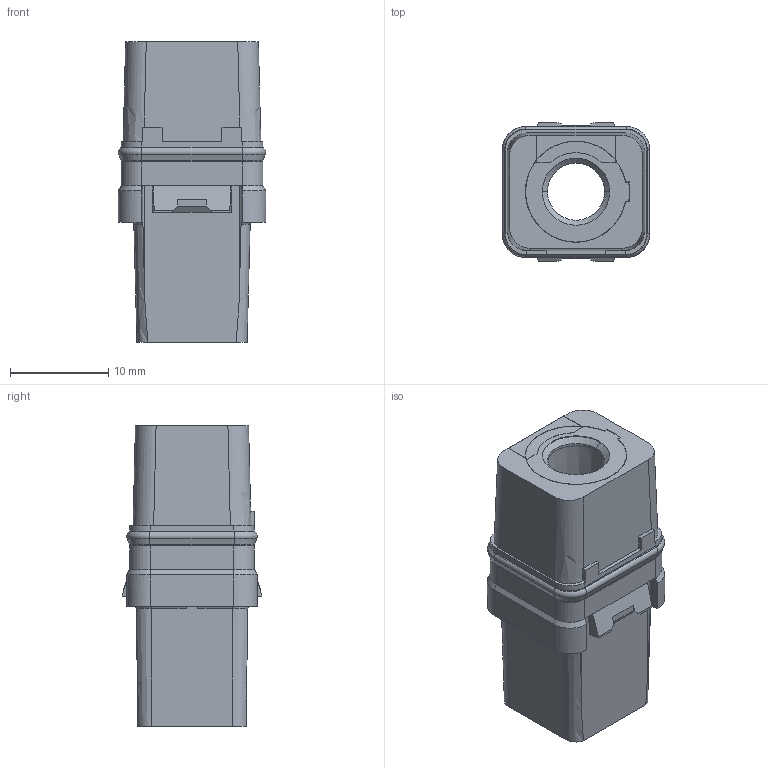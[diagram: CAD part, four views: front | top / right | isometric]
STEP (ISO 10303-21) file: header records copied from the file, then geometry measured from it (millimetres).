
FILE_DESCRIPTION((''),'2;1');
FILE_NAME('SIME0128SA','2020-02-06T',('presta_be4'),(''),'CREO PARAMETRIC BY PTC INC, 2018360','CREO PARAMETRIC BY PTC INC, 2018360','');
FILE_SCHEMA(('CONFIG_CONTROL_DESIGN'));
Length unit declared in the file: millimetre
Products named in the file (1): SIME0128SA
Bounding box: 15 x 14.15 x 30.57 mm (x, y, z)
Volume: 3062.8 mm3; surface area: 3947.6 mm2
Topology: 1 solids, 1 shells, 394 faces, 1042 edges, 654 vertices
Faces by surface type: plane 214, cylinder 73, cone 49, torus 46, bspline 12
Entity records: 12994 total; most frequent: CARTESIAN_POINT 3283, ORIENTED_EDGE 2084, DIRECTION 1980, EDGE_CURVE 1042, AXIS2_PLACEMENT_3D 705, VERTEX_POINT 654, VECTOR 570, LINE 570
